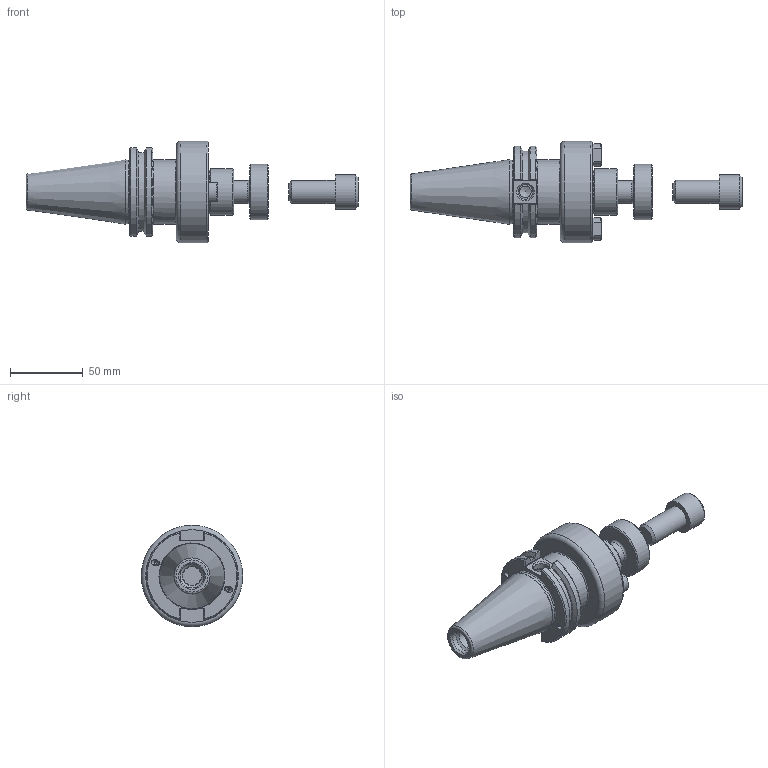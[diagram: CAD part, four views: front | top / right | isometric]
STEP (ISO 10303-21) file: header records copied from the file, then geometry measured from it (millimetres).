
FILE_DESCRIPTION((''),'2;1');
FILE_NAME('C40BC-12SM2.stp','2014-07-17T08:34:11',('kaykin'),(''),'Autodesk Inventor 2012','Autodesk Inventor 2012','');
FILE_SCHEMA(('AUTOMOTIVE_DESIGN { 1 0 10303 214 1 1 1 1 }'));
Length unit declared in the file: inch
Products named in the file (6): C40BC-12SM2; C40BC-12SM2-1; 12KY; 028-193; 029-965; 12LS
Assembly tree (7 placements, depth 2):
  C40BC-12SM2
    C40BC-12SM2-1
    12KY  x2
    028-193
    029-965  x2
    12LS
Bounding box: 228.45 x 69.85 x 69.85 mm (x, y, z)
Volume: 242933.3 mm3; surface area: 50277.4 mm2
Topology: 7 solids, 7 shells, 215 faces, 497 edges, 318 vertices
Faces by surface type: plane 90, cylinder 58, cone 48, torus 9, bspline 8, sphere 2
Full cylindrical faces by diameter (mm): 3.3 x2, 4 x4, 4.1 x2, 4.2 x2, 4.826 x2, 7.925 x1, 8 x1, 10.135 x1, 11.938 x2, 12.179 x2, 12.687 x2, 12.827 x2, 13.386 x1, 14.351 x1, 15.748 x1, 15.875 x1, 16.459 x1, 16.764 x1, 23.622 x1, 30.216 x1, 31.74 x1, 38.1 x1, 43.942 x1, 44.45 x1, 69.85 x1
Entity records: 6055 total; most frequent: CARTESIAN_POINT 2022, DIRECTION 776, ORIENTED_EDGE 690, EDGE_CURVE 345, AXIS2_PLACEMENT_3D 319, EDGE_LOOP 276, VERTEX_POINT 257, FACE_OUTER_BOUND 181
